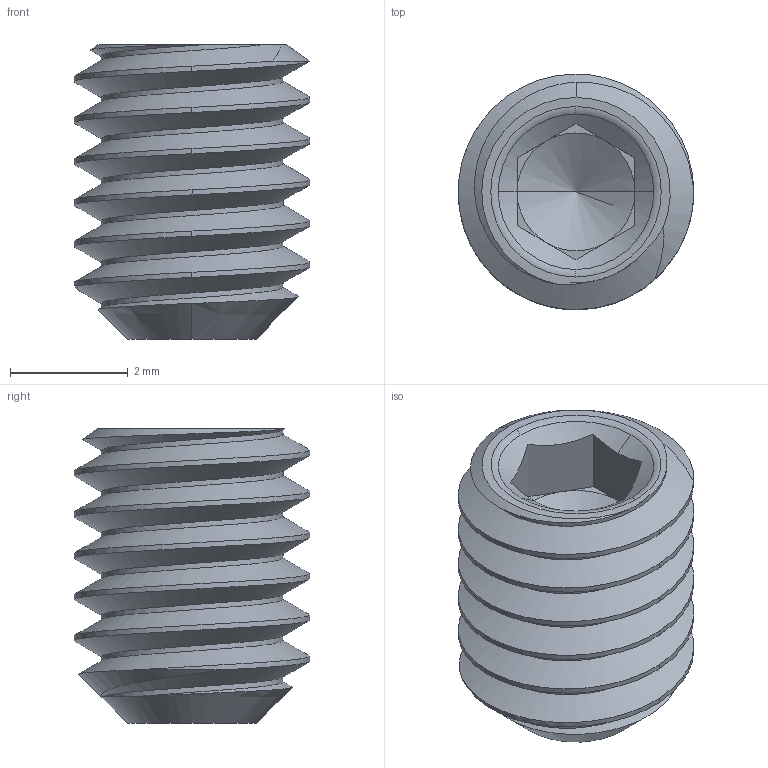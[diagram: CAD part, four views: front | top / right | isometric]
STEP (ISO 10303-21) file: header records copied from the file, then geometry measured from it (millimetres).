
FILE_DESCRIPTION (( 'STEP AP203' ), '1' );
FILE_NAME ('92015A111.step', '2013-07-12T16:59:39', ( 'Admin' ), ( 'Microsoft' ), 'SwSTEP 2.0', 'SolidWorks 2012', '' );
FILE_SCHEMA (( 'CONFIG_CONTROL_DESIGN' ));
Length unit declared in the file: millimetre
Products named in the file (1): 92015A111
Bounding box: 4 x 4 x 5 mm (x, y, z)
Volume: 41.1 mm3; surface area: 113.4 mm2
Topology: 1 solids, 1 shells, 40 faces, 107 edges, 66 vertices
Faces by surface type: plane 13, cylinder 12, cone 10, bspline 3, torus 2
Entity records: 2216 total; most frequent: CARTESIAN_POINT 1274, ORIENTED_EDGE 206, DIRECTION 154, EDGE_CURVE 103, VERTEX_POINT 66, AXIS2_PLACEMENT_3D 58, EDGE_LOOP 41, FACE_OUTER_BOUND 40
